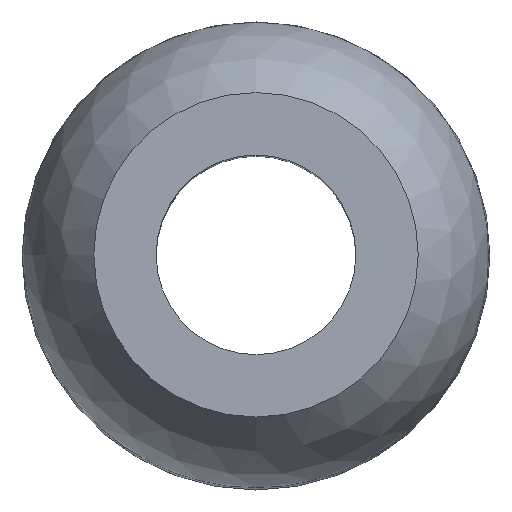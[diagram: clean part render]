
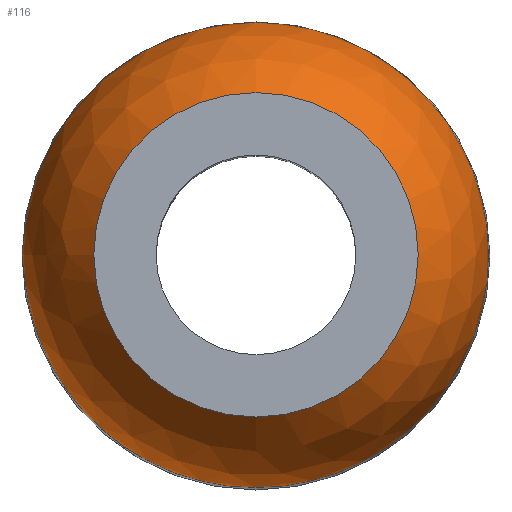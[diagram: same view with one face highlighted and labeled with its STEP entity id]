
A CAD part, top view. The second image highlights one B-rep face of the part: STEP entity #116.
In plain terms, the highlighted spherical face has radius 18.75 mm.
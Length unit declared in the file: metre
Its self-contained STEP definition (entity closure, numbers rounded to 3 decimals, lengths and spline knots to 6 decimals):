
#14=SPHERICAL_SURFACE('',#145,0.01875);
#28=ORIENTED_EDGE('',*,*,#45,.F.);
#29=ORIENTED_EDGE('',*,*,#44,.T.);
#44=EDGE_CURVE('',#54,#54,#64,.T.);
#45=EDGE_CURVE('',#55,#55,#65,.T.);
#54=VERTEX_POINT('',#207);
#55=VERTEX_POINT('',#210);
#64=CIRCLE('',#144,0.013);
#65=CIRCLE('',#146,0.013);
#78=EDGE_LOOP('',(#28));
#79=EDGE_LOOP('',(#29));
#98=FACE_BOUND('',#78,.T.);
#99=FACE_BOUND('',#79,.T.);
#116=ADVANCED_FACE('',(#98,#99),#14,.T.);
#144=AXIS2_PLACEMENT_3D('',#206,#173,#174);
#145=AXIS2_PLACEMENT_3D('',#208,#175,#176);
#146=AXIS2_PLACEMENT_3D('',#209,#177,#178);
#173=DIRECTION('',(0.,0.,-1.));
#174=DIRECTION('',(-1.,0.,0.));
#175=DIRECTION('',(0.,0.,-1.));
#176=DIRECTION('',(-1.,0.,0.));
#177=DIRECTION('',(0.,0.,-1.));
#178=DIRECTION('',(-1.,0.,0.));
#206=CARTESIAN_POINT('',(0.,0.,0.057262));
#207=CARTESIAN_POINT('',(-0.013,0.,0.057262));
#208=CARTESIAN_POINT('',(0.,0.,0.04375));
#209=CARTESIAN_POINT('',(0.,0.,0.030238));
#210=CARTESIAN_POINT('',(-0.013,0.,0.030238));
